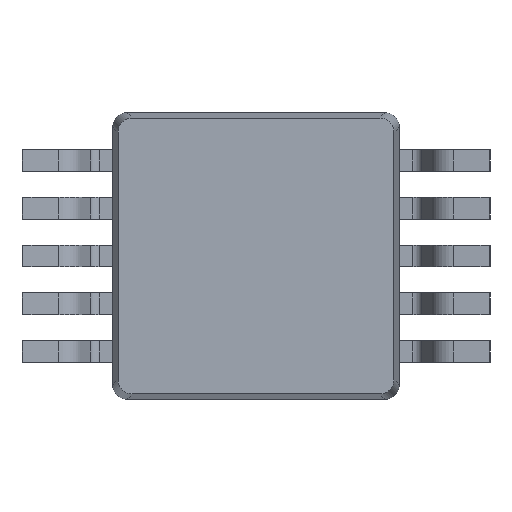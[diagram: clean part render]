
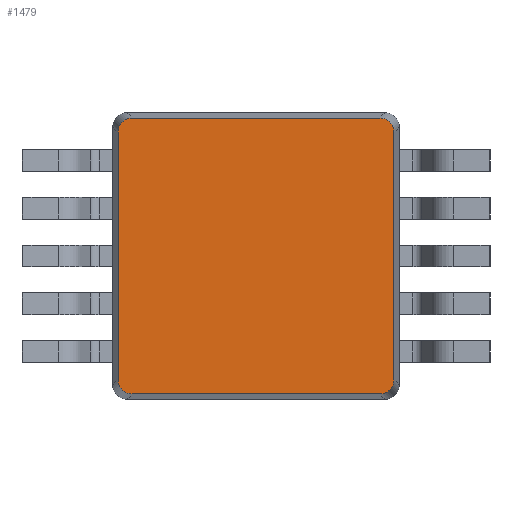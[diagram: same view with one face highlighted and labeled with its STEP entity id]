
A CAD part, front view. The second image highlights one B-rep face of the part: STEP entity #1479.
In plain terms, the highlighted planar face has unit normal (0, -1, 0).
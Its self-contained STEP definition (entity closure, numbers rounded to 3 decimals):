
#19 = DIRECTION ( 'NONE',  ( 0., -1., 0. ) ) ;
#300 = VECTOR ( 'NONE', #3561, 1000. ) ;
#332 = CARTESIAN_POINT ( 'NONE',  ( 1.5, 0.15, 1.444 ) ) ;
#388 = CARTESIAN_POINT ( 'NONE',  ( 1.295, 0.15, 1.444 ) ) ;
#448 = CARTESIAN_POINT ( 'NONE',  ( -1.5, 0.15, -1.444 ) ) ;
#473 = ORIENTED_EDGE ( 'NONE', *, *, #1671, .T. ) ;
#558 = VERTEX_POINT ( 'NONE', #1462 ) ;
#564 = EDGE_CURVE ( 'NONE', #558, #2169, #2640, .T. ) ;
#847 = FACE_OUTER_BOUND ( 'NONE', #2525, .T. ) ;
#907 = CARTESIAN_POINT ( 'NONE',  ( 1.444, 0.15, -1.295 ) ) ;
#954 = DIRECTION ( 'NONE',  ( 1., 0., 0. ) ) ;
#1062 = CARTESIAN_POINT ( 'NONE',  ( -1.295, 0.15, -1.444 ) ) ;
#1462 = CARTESIAN_POINT ( 'NONE',  ( -1.295, 0.15, 1.444 ) ) ;
#1474 = ORIENTED_EDGE ( 'NONE', *, *, #1940, .T. ) ;
#1479 = ADVANCED_FACE ( 'NONE', ( #847 ), #3423, .T. ) ;
#1509 = EDGE_CURVE ( 'NONE', #4016, #4963, #3995, .T. ) ;
#1541 =( BOUNDED_CURVE ( )  B_SPLINE_CURVE ( 3, ( #4388, #4775, #1884, #907 ),
 .UNSPECIFIED., .F., .F. ) 
 B_SPLINE_CURVE_WITH_KNOTS ( ( 4, 4 ),
 ( 5.507, 7.059 ),
 .UNSPECIFIED. ) 
 CURVE ( )  GEOMETRIC_REPRESENTATION_ITEM ( )  RATIONAL_B_SPLINE_CURVE ( ( 1., 0.809, 0.809, 1. ) ) 
 REPRESENTATION_ITEM ( '' )  );
#1554 = CARTESIAN_POINT ( 'NONE',  ( -1.444, 0.15, 1.5 ) ) ;
#1580 = CARTESIAN_POINT ( 'NONE',  ( 1.295, 0.15, -1.444 ) ) ;
#1630 = DIRECTION ( 'NONE',  ( -1., 0., 0. ) ) ;
#1671 = EDGE_CURVE ( 'NONE', #3016, #4382, #2578, .T. ) ;
#1720 = CARTESIAN_POINT ( 'NONE',  ( 1.295, 0.15, 1.444 ) ) ;
#1769 = CARTESIAN_POINT ( 'NONE',  ( 0., 0.15, 0. ) ) ;
#1884 = CARTESIAN_POINT ( 'NONE',  ( 1.444, 0.15, -1.383 ) ) ;
#1903 =( BOUNDED_CURVE ( )  B_SPLINE_CURVE ( 3, ( #5426, #3275, #4948, #388 ),
 .UNSPECIFIED., .F., .F. ) 
 B_SPLINE_CURVE_WITH_KNOTS ( ( 4, 4 ),
 ( 5.507, 7.059 ),
 .UNSPECIFIED. ) 
 CURVE ( )  GEOMETRIC_REPRESENTATION_ITEM ( )  RATIONAL_B_SPLINE_CURVE ( ( 1., 0.809, 0.809, 1. ) ) 
 REPRESENTATION_ITEM ( '' )  );
#1940 = EDGE_CURVE ( 'NONE', #4963, #2064, #1903, .T. ) ;
#1942 = CARTESIAN_POINT ( 'NONE',  ( -1.444, 0.15, -1.383 ) ) ;
#2018 = CARTESIAN_POINT ( 'NONE',  ( 1.444, 0.15, 1.295 ) ) ;
#2064 = VERTEX_POINT ( 'NONE', #1720 ) ;
#2111 = ORIENTED_EDGE ( 'NONE', *, *, #2353, .T. ) ;
#2169 = VERTEX_POINT ( 'NONE', #2330 ) ;
#2290 = ORIENTED_EDGE ( 'NONE', *, *, #4665, .T. ) ;
#2306 = ORIENTED_EDGE ( 'NONE', *, *, #2391, .T. ) ;
#2316 = CARTESIAN_POINT ( 'NONE',  ( -1.444, 0.15, 1.383 ) ) ;
#2330 = CARTESIAN_POINT ( 'NONE',  ( -1.444, 0.15, 1.295 ) ) ;
#2353 = EDGE_CURVE ( 'NONE', #2064, #558, #3269, .T. ) ;
#2391 = EDGE_CURVE ( 'NONE', #3691, #3016, #2431, .T. ) ;
#2431 =( BOUNDED_CURVE ( )  B_SPLINE_CURVE ( 3, ( #4942, #1942, #4116, #2845 ),
 .UNSPECIFIED., .F., .F. ) 
 B_SPLINE_CURVE_WITH_KNOTS ( ( 4, 4 ),
 ( 5.507, 7.059 ),
 .UNSPECIFIED. ) 
 CURVE ( )  GEOMETRIC_REPRESENTATION_ITEM ( )  RATIONAL_B_SPLINE_CURVE ( ( 1., 0.809, 0.809, 1. ) ) 
 REPRESENTATION_ITEM ( '' )  );
#2500 = AXIS2_PLACEMENT_3D ( 'NONE', #1769, #19, #3827 ) ;
#2525 = EDGE_LOOP ( 'NONE', ( #2290, #2306, #473, #2729, #3927, #1474, #2111, #4679 ) ) ;
#2578 = LINE ( 'NONE', #448, #4529 ) ;
#2640 =( BOUNDED_CURVE ( )  B_SPLINE_CURVE ( 3, ( #3173, #3532, #2316, #2751 ),
 .UNSPECIFIED., .F., .F. ) 
 B_SPLINE_CURVE_WITH_KNOTS ( ( 4, 4 ),
 ( 5.507, 7.059 ),
 .UNSPECIFIED. ) 
 CURVE ( )  GEOMETRIC_REPRESENTATION_ITEM ( )  RATIONAL_B_SPLINE_CURVE ( ( 1., 0.809, 0.809, 1. ) ) 
 REPRESENTATION_ITEM ( '' )  );
#2729 = ORIENTED_EDGE ( 'NONE', *, *, #3447, .T. ) ;
#2751 = CARTESIAN_POINT ( 'NONE',  ( -1.444, 0.15, 1.295 ) ) ;
#2845 = CARTESIAN_POINT ( 'NONE',  ( -1.295, 0.15, -1.444 ) ) ;
#2919 = CARTESIAN_POINT ( 'NONE',  ( -1.444, 0.15, -1.295 ) ) ;
#3016 = VERTEX_POINT ( 'NONE', #1062 ) ;
#3173 = CARTESIAN_POINT ( 'NONE',  ( -1.295, 0.15, 1.444 ) ) ;
#3269 = LINE ( 'NONE', #332, #4975 ) ;
#3275 = CARTESIAN_POINT ( 'NONE',  ( 1.444, 0.15, 1.383 ) ) ;
#3423 = PLANE ( 'NONE',  #2500 ) ;
#3447 = EDGE_CURVE ( 'NONE', #4382, #4016, #1541, .T. ) ;
#3532 = CARTESIAN_POINT ( 'NONE',  ( -1.383, 0.15, 1.444 ) ) ;
#3561 = DIRECTION ( 'NONE',  ( 0., 0., 1. ) ) ;
#3606 = VECTOR ( 'NONE', #4550, 1000. ) ;
#3691 = VERTEX_POINT ( 'NONE', #2919 ) ;
#3827 = DIRECTION ( 'NONE',  ( 0., 0., -1. ) ) ;
#3927 = ORIENTED_EDGE ( 'NONE', *, *, #1509, .T. ) ;
#3995 = LINE ( 'NONE', #5178, #300 ) ;
#4016 = VERTEX_POINT ( 'NONE', #4257 ) ;
#4085 = LINE ( 'NONE', #1554, #3606 ) ;
#4116 = CARTESIAN_POINT ( 'NONE',  ( -1.383, 0.15, -1.444 ) ) ;
#4257 = CARTESIAN_POINT ( 'NONE',  ( 1.444, 0.15, -1.295 ) ) ;
#4382 = VERTEX_POINT ( 'NONE', #1580 ) ;
#4388 = CARTESIAN_POINT ( 'NONE',  ( 1.295, 0.15, -1.444 ) ) ;
#4529 = VECTOR ( 'NONE', #954, 1000. ) ;
#4550 = DIRECTION ( 'NONE',  ( 0., 0., -1. ) ) ;
#4665 = EDGE_CURVE ( 'NONE', #2169, #3691, #4085, .T. ) ;
#4679 = ORIENTED_EDGE ( 'NONE', *, *, #564, .T. ) ;
#4775 = CARTESIAN_POINT ( 'NONE',  ( 1.383, 0.15, -1.444 ) ) ;
#4942 = CARTESIAN_POINT ( 'NONE',  ( -1.444, 0.15, -1.295 ) ) ;
#4948 = CARTESIAN_POINT ( 'NONE',  ( 1.383, 0.15, 1.444 ) ) ;
#4963 = VERTEX_POINT ( 'NONE', #2018 ) ;
#4975 = VECTOR ( 'NONE', #1630, 1000. ) ;
#5178 = CARTESIAN_POINT ( 'NONE',  ( 1.444, 0.15, -1.5 ) ) ;
#5426 = CARTESIAN_POINT ( 'NONE',  ( 1.444, 0.15, 1.295 ) ) ;
